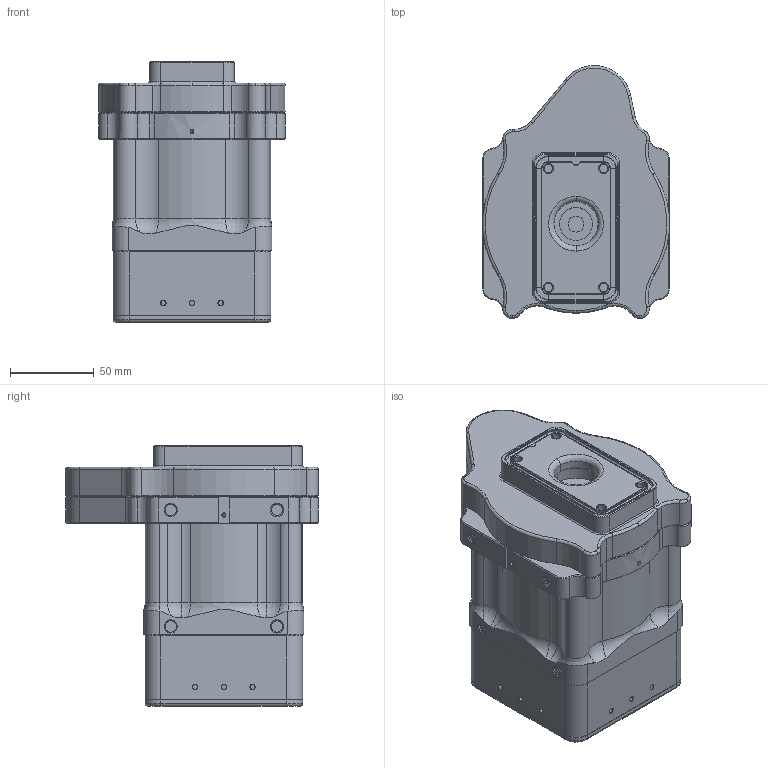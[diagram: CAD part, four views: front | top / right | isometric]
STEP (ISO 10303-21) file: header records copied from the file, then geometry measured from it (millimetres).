
FILE_DESCRIPTION (( 'STEP AP203' ), '1' );
FILE_NAME ('WP728-9_4Website_012221.STEP', '2021-01-22T23:23:03', ( '' ), ( '' ), 'SwSTEP 2.0', 'SolidWorks 2020', '' );
FILE_SCHEMA (( 'CONFIG_CONTROL_DESIGN' ));
Length unit declared in the file: inch
Products named in the file (8): WPP0208_Backcover_RevD_030518; WP728ImpCov_4Website_012221_WPP0206; WP728-9_4Website_012221; WP726StatorHousing_4Website_012221_WPP0207; BackcoverAssembly_4Website012221; GROMMET_2HOLE_MINORRUBBER_59741_051816; WP726FrntPlat_4Website_012221_WPP0156; WP726ControlHousing_4Website_012221
Assembly tree (7 placements, depth 3):
  WP728-9_4Website_012221
    BackcoverAssembly_4Website012221
      WPP0208_Backcover_RevD_030518
      GROMMET_2HOLE_MINORRUBBER_59741_051816
      WP726ControlHousing_4Website_012221
    WP726FrntPlat_4Website_012221_WPP0156
    WP726StatorHousing_4Website_012221_WPP0207
    WP728ImpCov_4Website_012221_WPP0206
Bounding box: 111.76 x 151.13 x 155.57 mm (x, y, z)
Volume: 719099.9 mm3; surface area: 212229.9 mm2
Topology: 6 solids, 6 shells, 1102 faces, 2657 edges, 1611 vertices
Faces by surface type: cylinder 500, cone 286, plane 196, torus 86, bspline 34
Entity records: 45161 total; most frequent: CARTESIAN_POINT 18887, DIRECTION 5537, ORIENTED_EDGE 5310, EDGE_CURVE 2655, AXIS2_PLACEMENT_3D 2212, VERTEX_POINT 1611, EDGE_LOOP 1228, CIRCLE 1133
